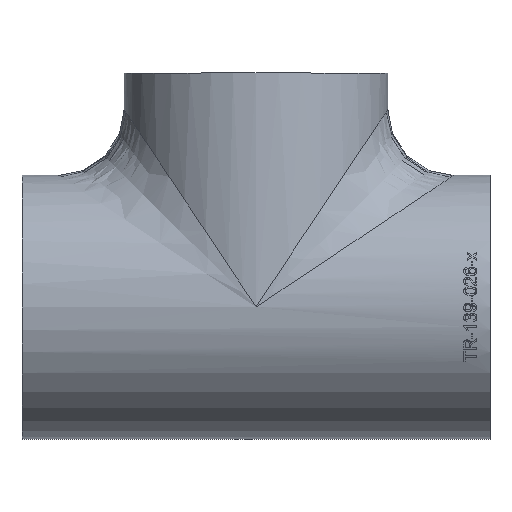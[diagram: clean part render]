
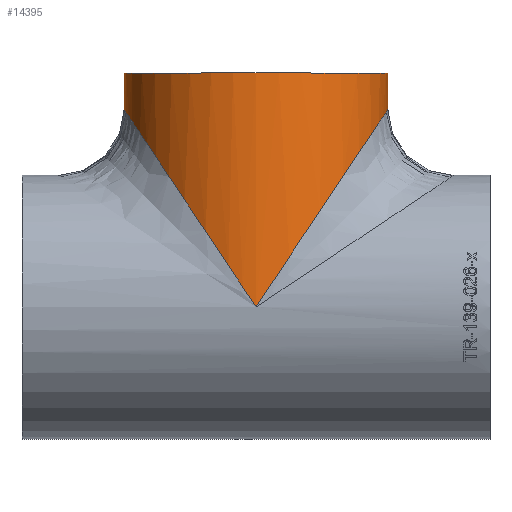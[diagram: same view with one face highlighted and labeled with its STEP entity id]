
A CAD part, top view. The second image highlights one B-rep face of the part: STEP entity #14395.
In plain terms, the highlighted cylindrical face has radius 69.85 mm (diameter 139.7 mm), a full revolution.
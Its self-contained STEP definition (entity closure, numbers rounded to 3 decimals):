
#1700 = CARTESIAN_POINT ( 'NONE',  ( -139.7, 209.7, 69.85 ) ) ;
#2469 = ORIENTED_EDGE ( 'NONE', *, *, #16803, .T. ) ;
#2547 = CARTESIAN_POINT ( 'NONE',  ( 0., 0., -69.85 ) ) ;
#2590 = FACE_OUTER_BOUND ( 'NONE', #17377, .T. ) ;
#3747 = CYLINDRICAL_SURFACE ( 'NONE', #8114, 69.85 ) ;
#5863 = EDGE_CURVE ( 'NONE', #20585, #12142, #23017, .T. ) ;
#6253 = DIRECTION ( 'NONE',  ( 0., -1., 0. ) ) ;
#6810 = EDGE_LOOP ( 'NONE', ( #17953 ) ) ;
#7831 = CARTESIAN_POINT ( 'NONE',  ( 0., 124., 0. ) ) ;
#7998 = DIRECTION ( 'NONE',  ( 0., 0., -1. ) ) ;
#8114 = AXIS2_PLACEMENT_3D ( 'NONE', #14867, #6253, #8317 ) ;
#8317 = DIRECTION ( 'NONE',  ( 0., 0., -1. ) ) ;
#9879 = VERTEX_POINT ( 'NONE', #21448 ) ;
#10580 =( BOUNDED_CURVE ( )  B_SPLINE_CURVE ( 3, ( #22819, #17363, #21151, #2547 ),
 .UNSPECIFIED., .F., .F. ) 
 B_SPLINE_CURVE_WITH_KNOTS ( ( 4, 4 ),
 ( 1.571, 4.712 ),
 .UNSPECIFIED. ) 
 CURVE ( )  GEOMETRIC_REPRESENTATION_ITEM ( )  RATIONAL_B_SPLINE_CURVE ( ( 1., 0.333, 0.333, 1. ) ) 
 REPRESENTATION_ITEM ( '' )  );
#10583 = CARTESIAN_POINT ( 'NONE',  ( 0., 0., 69.85 ) ) ;
#12142 = VERTEX_POINT ( 'NONE', #10583 ) ;
#13149 = CIRCLE ( 'NONE', #14423, 69.85 ) ;
#13490 = DIRECTION ( 'NONE',  ( 0., -1., 0. ) ) ;
#13685 = CARTESIAN_POINT ( 'NONE',  ( 0., 0., -69.85 ) ) ;
#14109 = FACE_OUTER_BOUND ( 'NONE', #6810, .T. ) ;
#14395 = ADVANCED_FACE ( 'NONE', ( #14109, #2590 ), #3747, .T. ) ;
#14423 = AXIS2_PLACEMENT_3D ( 'NONE', #7831, #13490, #7998 ) ;
#14571 = CARTESIAN_POINT ( 'NONE',  ( -139.7, 209.7, -69.85 ) ) ;
#14867 = CARTESIAN_POINT ( 'NONE',  ( 0., 0., 0. ) ) ;
#16803 = EDGE_CURVE ( 'NONE', #12142, #20585, #10580, .T. ) ;
#17363 = CARTESIAN_POINT ( 'NONE',  ( 139.7, 209.7, 69.85 ) ) ;
#17377 = EDGE_LOOP ( 'NONE', ( #22042, #2469 ) ) ;
#17953 = ORIENTED_EDGE ( 'NONE', *, *, #19293, .T. ) ;
#19293 = EDGE_CURVE ( 'NONE', #9879, #9879, #13149, .T. ) ;
#20053 = CARTESIAN_POINT ( 'NONE',  ( 0., 0., -69.85 ) ) ;
#20585 = VERTEX_POINT ( 'NONE', #13685 ) ;
#21151 = CARTESIAN_POINT ( 'NONE',  ( 139.7, 209.7, -69.85 ) ) ;
#21448 = CARTESIAN_POINT ( 'NONE',  ( 0., 124., -69.85 ) ) ;
#22042 = ORIENTED_EDGE ( 'NONE', *, *, #5863, .T. ) ;
#22819 = CARTESIAN_POINT ( 'NONE',  ( 0., 0., 69.85 ) ) ;
#23017 =( BOUNDED_CURVE ( )  B_SPLINE_CURVE ( 3, ( #20053, #14571, #1700, #23655 ),
 .UNSPECIFIED., .F., .T. ) 
 B_SPLINE_CURVE_WITH_KNOTS ( ( 4, 4 ),
 ( 1.571, 4.712 ),
 .UNSPECIFIED. ) 
 CURVE ( )  GEOMETRIC_REPRESENTATION_ITEM ( )  RATIONAL_B_SPLINE_CURVE ( ( 1., 0.333, 0.333, 1. ) ) 
 REPRESENTATION_ITEM ( '' )  );
#23655 = CARTESIAN_POINT ( 'NONE',  ( 0., 0., 69.85 ) ) ;
